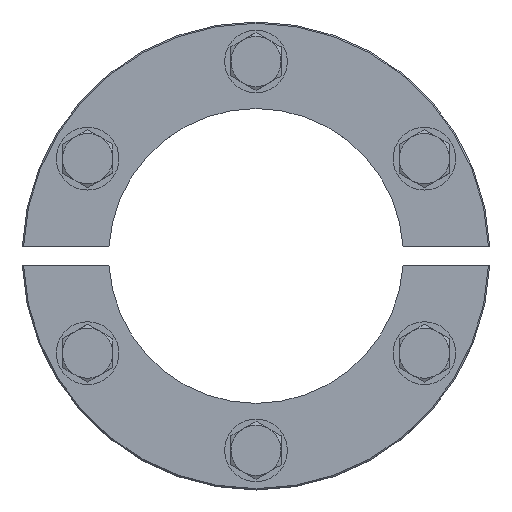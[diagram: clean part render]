
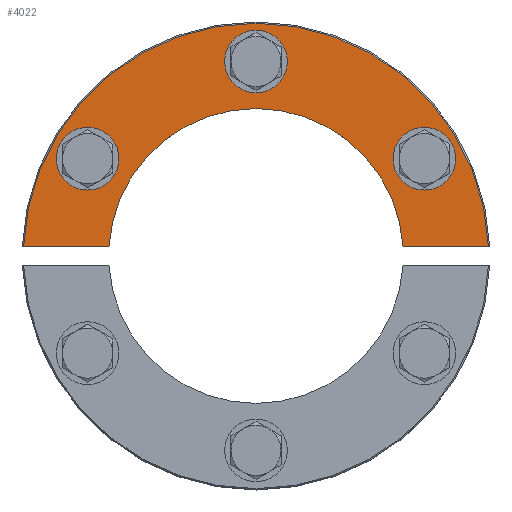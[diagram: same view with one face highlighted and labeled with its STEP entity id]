
A CAD part, top view. The second image highlights one B-rep face of the part: STEP entity #4022.
In plain terms, the highlighted planar face has unit normal (0, 0, 1).
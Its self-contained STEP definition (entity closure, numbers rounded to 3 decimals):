
#234 = DIRECTION ( 'NONE',  ( 1., 0., 0. ) ) ;
#272 = CARTESIAN_POINT ( 'NONE',  ( -23.452, 1.5, 0. ) ) ;
#321 = LINE ( 'NONE', #6685, #3908 ) ;
#541 = EDGE_CURVE ( 'NONE', #3477, #4984, #8860, .T. ) ;
#601 = VERTEX_POINT ( 'NONE', #3702 ) ;
#609 = CARTESIAN_POINT ( 'NONE',  ( 26.847, 15.5, 0. ) ) ;
#670 = VERTEX_POINT ( 'NONE', #3878 ) ;
#690 = CARTESIAN_POINT ( 'NONE',  ( -37.07, 1.5, 0. ) ) ;
#1161 = AXIS2_PLACEMENT_3D ( 'NONE', #5931, #4032, #7189 ) ;
#1170 = CARTESIAN_POINT ( 'NONE',  ( 5., 31., 0. ) ) ;
#1342 = DIRECTION ( 'NONE',  ( 1., 0., 0. ) ) ;
#1422 = EDGE_CURVE ( 'NONE', #8790, #5761, #4968, .T. ) ;
#1569 = CARTESIAN_POINT ( 'NONE',  ( 0., 23.5, 0. ) ) ;
#1780 = AXIS2_PLACEMENT_3D ( 'NONE', #8209, #8202, #8191 ) ;
#2002 = CARTESIAN_POINT ( 'NONE',  ( 31.847, 15.5, 0. ) ) ;
#2199 = CARTESIAN_POINT ( 'NONE',  ( -31.847, 15.5, 0. ) ) ;
#2290 = DIRECTION ( 'NONE',  ( 1., 0., 0. ) ) ;
#2295 = EDGE_CURVE ( 'NONE', #9527, #8790, #8024, .T. ) ;
#2321 = DIRECTION ( 'NONE',  ( 0., 0., 1. ) ) ;
#2331 = CARTESIAN_POINT ( 'NONE',  ( 0., 0., 0. ) ) ;
#2373 = CARTESIAN_POINT ( 'NONE',  ( 23.452, 1.5, 0. ) ) ;
#2519 = CIRCLE ( 'NONE', #2554, 5. ) ;
#2554 = AXIS2_PLACEMENT_3D ( 'NONE', #7320, #2846, #8104 ) ;
#2555 = PLANE ( 'NONE',  #8031 ) ;
#2715 = CIRCLE ( 'NONE', #9136, 5. ) ;
#2846 = DIRECTION ( 'NONE',  ( 0., 0., 1. ) ) ;
#2939 = EDGE_CURVE ( 'NONE', #8818, #670, #8029, .T. ) ;
#3135 = CARTESIAN_POINT ( 'NONE',  ( 0., 31., 0. ) ) ;
#3477 = VERTEX_POINT ( 'NONE', #1170 ) ;
#3481 = CARTESIAN_POINT ( 'NONE',  ( 0., 31., 0. ) ) ;
#3495 = DIRECTION ( 'NONE',  ( 0., 0., 1. ) ) ;
#3500 = DIRECTION ( 'NONE',  ( 1., 0., 0. ) ) ;
#3619 = EDGE_CURVE ( 'NONE', #3958, #5761, #8177, .T. ) ;
#3702 = CARTESIAN_POINT ( 'NONE',  ( 21.847, 15.5, 0. ) ) ;
#3878 = CARTESIAN_POINT ( 'NONE',  ( -21.847, 15.5, 0. ) ) ;
#3881 = DIRECTION ( 'NONE',  ( 1., 0., 0. ) ) ;
#3908 = VECTOR ( 'NONE', #8946, 1000. ) ;
#3958 = VERTEX_POINT ( 'NONE', #2373 ) ;
#4022 = ADVANCED_FACE ( 'NONE', ( #7419, #5654, #5410, #9370 ), #2555, .T. ) ;
#4032 = DIRECTION ( 'NONE',  ( 0., 0., 1. ) ) ;
#4557 = DIRECTION ( 'NONE',  ( 0., 0., 1. ) ) ;
#4623 = ORIENTED_EDGE ( 'NONE', *, *, #6740, .F. ) ;
#4721 = AXIS2_PLACEMENT_3D ( 'NONE', #3135, #8373, #3881 ) ;
#4947 = CIRCLE ( 'NONE', #8292, 5. ) ;
#4968 = LINE ( 'NONE', #6492, #6042 ) ;
#4984 = VERTEX_POINT ( 'NONE', #8187 ) ;
#5410 = FACE_BOUND ( 'NONE', #6592, .T. ) ;
#5654 = FACE_BOUND ( 'NONE', #6575, .T. ) ;
#5684 = DIRECTION ( 'NONE',  ( 0., 0., 1. ) ) ;
#5748 = EDGE_CURVE ( 'NONE', #4984, #3477, #6940, .T. ) ;
#5761 = VERTEX_POINT ( 'NONE', #272 ) ;
#5931 = CARTESIAN_POINT ( 'NONE',  ( 0., 0., 0. ) ) ;
#5941 = VERTEX_POINT ( 'NONE', #2002 ) ;
#6042 = VECTOR ( 'NONE', #6943, 1000. ) ;
#6164 = ORIENTED_EDGE ( 'NONE', *, *, #8812, .F. ) ;
#6492 = CARTESIAN_POINT ( 'NONE',  ( 37.3, 1.5, 0. ) ) ;
#6575 = EDGE_LOOP ( 'NONE', ( #8125, #8326 ) ) ;
#6584 = EDGE_LOOP ( 'NONE', ( #8753, #8684, #8886, #9357 ) ) ;
#6592 = EDGE_LOOP ( 'NONE', ( #8453, #8655 ) ) ;
#6685 = CARTESIAN_POINT ( 'NONE',  ( 37.3, 1.5, 0. ) ) ;
#6740 = EDGE_CURVE ( 'NONE', #5941, #601, #4947, .T. ) ;
#6927 = EDGE_CURVE ( 'NONE', #3958, #9527, #321, .T. ) ;
#6940 = CIRCLE ( 'NONE', #4721, 5. ) ;
#6943 = DIRECTION ( 'NONE',  ( 1., 0., 0. ) ) ;
#7189 = DIRECTION ( 'NONE',  ( 1., 0., 0. ) ) ;
#7320 = CARTESIAN_POINT ( 'NONE',  ( 26.847, 15.5, 0. ) ) ;
#7419 = FACE_BOUND ( 'NONE', #7895, .T. ) ;
#7578 = EDGE_CURVE ( 'NONE', #670, #8818, #2715, .T. ) ;
#7895 = EDGE_LOOP ( 'NONE', ( #4623, #6164 ) ) ;
#8024 = CIRCLE ( 'NONE', #9305, 37.1 ) ;
#8029 = CIRCLE ( 'NONE', #1780, 5. ) ;
#8031 = AXIS2_PLACEMENT_3D ( 'NONE', #1569, #8311, #8332 ) ;
#8104 = DIRECTION ( 'NONE',  ( 1., 0., 0. ) ) ;
#8125 = ORIENTED_EDGE ( 'NONE', *, *, #7578, .F. ) ;
#8177 = CIRCLE ( 'NONE', #1161, 23.5 ) ;
#8187 = CARTESIAN_POINT ( 'NONE',  ( -5., 31., 0. ) ) ;
#8191 = DIRECTION ( 'NONE',  ( 1., 0., 0. ) ) ;
#8202 = DIRECTION ( 'NONE',  ( 0., 0., 1. ) ) ;
#8209 = CARTESIAN_POINT ( 'NONE',  ( -26.847, 15.5, 0. ) ) ;
#8292 = AXIS2_PLACEMENT_3D ( 'NONE', #609, #5684, #1342 ) ;
#8311 = DIRECTION ( 'NONE',  ( 0., 0., 1. ) ) ;
#8326 = ORIENTED_EDGE ( 'NONE', *, *, #2939, .F. ) ;
#8332 = DIRECTION ( 'NONE',  ( 1., 0., 0. ) ) ;
#8373 = DIRECTION ( 'NONE',  ( 0., 0., 1. ) ) ;
#8453 = ORIENTED_EDGE ( 'NONE', *, *, #541, .F. ) ;
#8655 = ORIENTED_EDGE ( 'NONE', *, *, #5748, .F. ) ;
#8684 = ORIENTED_EDGE ( 'NONE', *, *, #1422, .T. ) ;
#8753 = ORIENTED_EDGE ( 'NONE', *, *, #2295, .T. ) ;
#8790 = VERTEX_POINT ( 'NONE', #690 ) ;
#8812 = EDGE_CURVE ( 'NONE', #601, #5941, #2519, .T. ) ;
#8818 = VERTEX_POINT ( 'NONE', #2199 ) ;
#8860 = CIRCLE ( 'NONE', #9310, 5. ) ;
#8886 = ORIENTED_EDGE ( 'NONE', *, *, #3619, .F. ) ;
#8946 = DIRECTION ( 'NONE',  ( 1., 0., 0. ) ) ;
#8972 = CARTESIAN_POINT ( 'NONE',  ( 37.07, 1.5, 0. ) ) ;
#9022 = CARTESIAN_POINT ( 'NONE',  ( -26.847, 15.5, 0. ) ) ;
#9136 = AXIS2_PLACEMENT_3D ( 'NONE', #9022, #4557, #234 ) ;
#9305 = AXIS2_PLACEMENT_3D ( 'NONE', #2331, #2321, #2290 ) ;
#9310 = AXIS2_PLACEMENT_3D ( 'NONE', #3481, #3495, #3500 ) ;
#9357 = ORIENTED_EDGE ( 'NONE', *, *, #6927, .T. ) ;
#9370 = FACE_OUTER_BOUND ( 'NONE', #6584, .T. ) ;
#9527 = VERTEX_POINT ( 'NONE', #8972 ) ;
